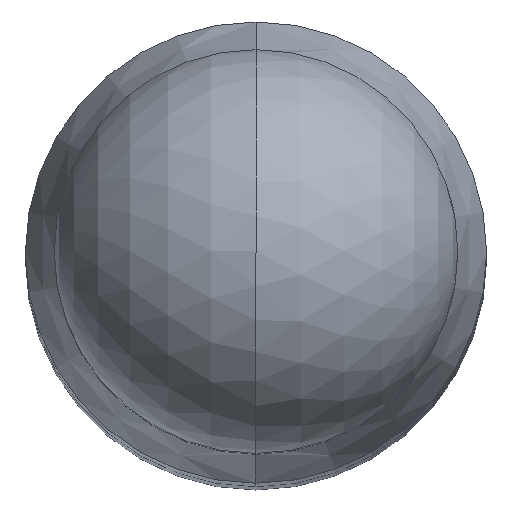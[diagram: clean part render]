
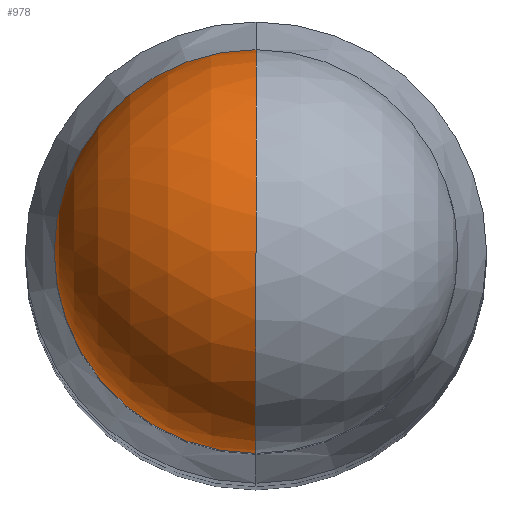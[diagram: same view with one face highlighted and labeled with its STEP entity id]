
A CAD part, top view. The second image highlights one B-rep face of the part: STEP entity #978.
In plain terms, the highlighted spherical face has radius 1.389 mm.
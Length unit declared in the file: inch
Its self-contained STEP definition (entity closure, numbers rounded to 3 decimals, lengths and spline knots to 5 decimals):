
#24 = AXIS2_PLACEMENT_3D ( 'NONE', #415, #832, #850 ) ;
#50 = VERTEX_POINT ( 'NONE', #360 ) ;
#120 = DIRECTION ( 'NONE',  ( 0., 0., 1. ) ) ;
#195 = CIRCLE ( 'NONE', #969, 0.0547 ) ;
#207 = EDGE_CURVE ( 'NONE', #50, #572, #367, .T. ) ;
#250 = DIRECTION ( 'NONE',  ( 0., -1., 0. ) ) ;
#278 = EDGE_CURVE ( 'NONE', #681, #288, #195, .T. ) ;
#288 = VERTEX_POINT ( 'NONE', #1050 ) ;
#360 = CARTESIAN_POINT ( 'NONE',  ( 0., 0.0547, -0.0547 ) ) ;
#367 = CIRCLE ( 'NONE', #24, 0.0547 ) ;
#409 = DIRECTION ( 'NONE',  ( -1., 0., 0. ) ) ;
#415 = CARTESIAN_POINT ( 'NONE',  ( 0., 0., -0.0547 ) ) ;
#452 = AXIS2_PLACEMENT_3D ( 'NONE', #746, #409, #760 ) ;
#507 = ORIENTED_EDGE ( 'NONE', *, *, #712, .T. ) ;
#543 = CARTESIAN_POINT ( 'NONE',  ( 0., 0., -0.0547 ) ) ;
#564 = EDGE_CURVE ( 'NONE', #572, #288, #970, .T. ) ;
#572 = VERTEX_POINT ( 'NONE', #590 ) ;
#590 = CARTESIAN_POINT ( 'NONE',  ( -0.0547, 0., -0.0547 ) ) ;
#591 = CARTESIAN_POINT ( 'NONE',  ( 0., 0., -0.0547 ) ) ;
#592 = CARTESIAN_POINT ( 'NONE',  ( 0., 0., 0. ) ) ;
#618 = FACE_OUTER_BOUND ( 'NONE', #1113, .T. ) ;
#657 = ORIENTED_EDGE ( 'NONE', *, *, #278, .F. ) ;
#681 = VERTEX_POINT ( 'NONE', #592 ) ;
#712 = EDGE_CURVE ( 'NONE', #681, #50, #1054, .T. ) ;
#719 = DIRECTION ( 'NONE',  ( 1., 0., 0. ) ) ;
#746 = CARTESIAN_POINT ( 'NONE',  ( 0., 0., -0.0547 ) ) ;
#760 = DIRECTION ( 'NONE',  ( 0., -1., 0. ) ) ;
#765 = DIRECTION ( 'NONE',  ( 1., 0., 0. ) ) ;
#780 = DIRECTION ( 'NONE',  ( -1., 0., 0. ) ) ;
#832 = DIRECTION ( 'NONE',  ( 0., 0., 1. ) ) ;
#847 = AXIS2_PLACEMENT_3D ( 'NONE', #543, #120, #719 ) ;
#850 = DIRECTION ( 'NONE',  ( 1., 0., 0. ) ) ;
#895 = ORIENTED_EDGE ( 'NONE', *, *, #207, .T. ) ;
#955 = DIRECTION ( 'NONE',  ( 0., 1., 0. ) ) ;
#969 = AXIS2_PLACEMENT_3D ( 'NONE', #591, #765, #955 ) ;
#970 = CIRCLE ( 'NONE', #847, 0.0547 ) ;
#978 = ADVANCED_FACE ( 'NONE', ( #618 ), #1023, .T. ) ;
#1023 = SPHERICAL_SURFACE ( 'NONE', #1085, 0.0547 ) ;
#1044 = CARTESIAN_POINT ( 'NONE',  ( 0., 0., -0.0547 ) ) ;
#1050 = CARTESIAN_POINT ( 'NONE',  ( 0., -0.0547, -0.0547 ) ) ;
#1054 = CIRCLE ( 'NONE', #452, 0.0547 ) ;
#1072 = ORIENTED_EDGE ( 'NONE', *, *, #564, .T. ) ;
#1085 = AXIS2_PLACEMENT_3D ( 'NONE', #1044, #780, #250 ) ;
#1113 = EDGE_LOOP ( 'NONE', ( #657, #507, #895, #1072 ) ) ;
